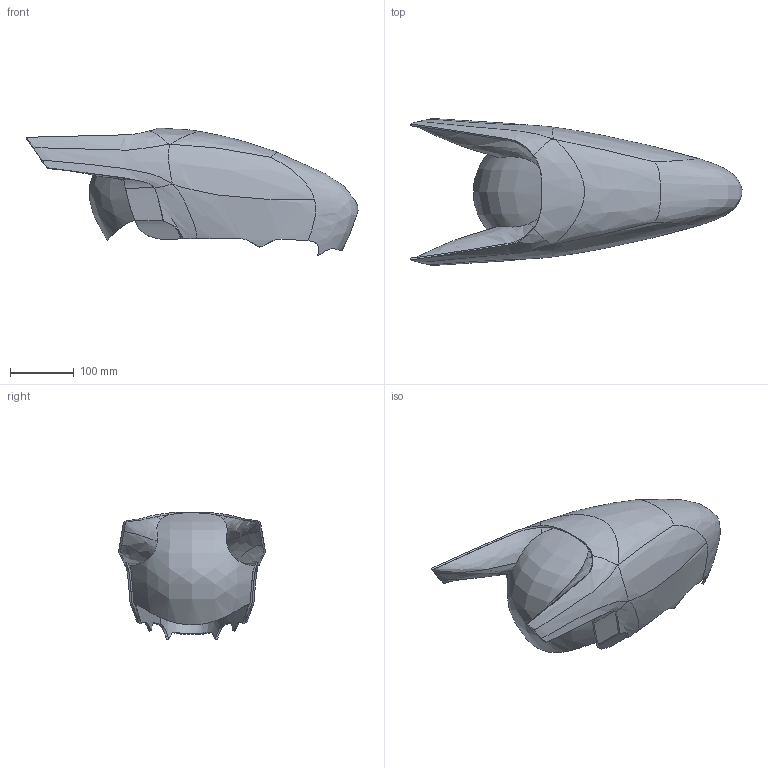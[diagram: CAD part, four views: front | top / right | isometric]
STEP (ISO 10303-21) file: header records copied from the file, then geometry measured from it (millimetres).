
FILE_DESCRIPTION(/* description */ (''),/* implementation_level */ '2;1');
FILE_NAME(/* name */ 'XCR Head DX.3 (Main) v7.step',/* time_stamp */ '2025-08-04T15:09:10+10:00',/* author */ (''),/* organization */ (''),/* preprocessor_version */ 'ST-DEVELOPER v20.1',/* originating_system */ 'Autodesk Translation Framework v14.10.0.0',/* authorisation */ '');
FILE_SCHEMA (('AUTOMOTIVE_DESIGN { 1 0 10303 214 3 1 1 }'));
Length unit declared in the file: millimetre
Products named in the file (1): XCR Head DX.3 (Main)
Bounding box: 522.82 x 231.61 x 201.28 mm (x, y, z)
Volume: 1043176.6 mm3; surface area: 405930.2 mm2
Topology: 1 solids, 1 shells, 198 faces, 595 edges, 402 vertices
Faces by surface type: bspline 196, sphere 2
Entity records: 24811 total; most frequent: CARTESIAN_POINT 21042, ORIENTED_EDGE 1188, EDGE_CURVE 594, B_SPLINE_CURVE_WITH_KNOTS 538, VERTEX_POINT 402, EDGE_LOOP 202, FACE_OUTER_BOUND 198, ADVANCED_FACE 198
